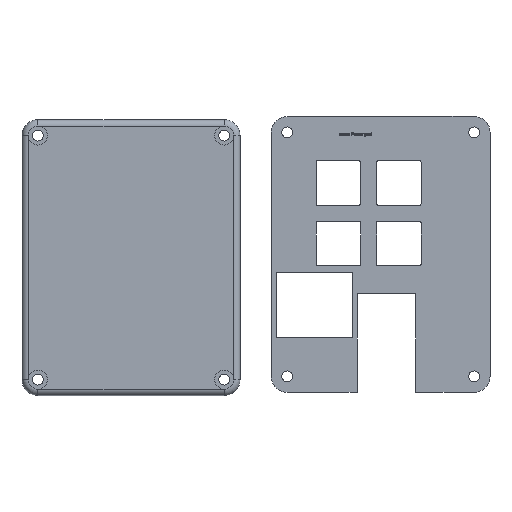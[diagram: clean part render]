
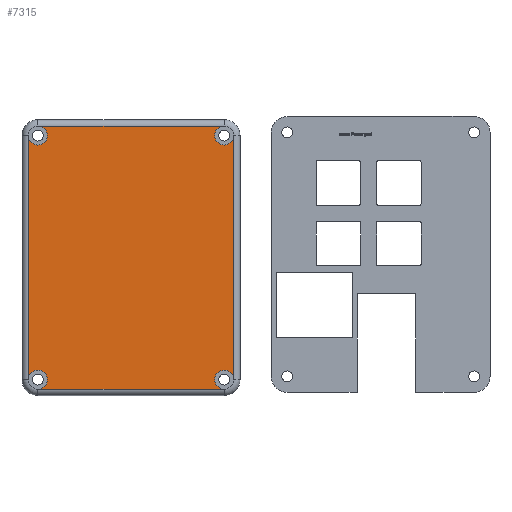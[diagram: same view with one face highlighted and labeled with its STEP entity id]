
A CAD part, front view. The second image highlights one B-rep face of the part: STEP entity #7315.
In plain terms, the highlighted planar face has unit normal (0, -1, 0).
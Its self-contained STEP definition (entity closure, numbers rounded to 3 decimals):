
#784=PLANE('',#7787);
#906=LINE('',#9139,#1500);
#908=LINE('',#9151,#1502);
#910=LINE('',#9163,#1504);
#911=LINE('',#9171,#1505);
#1500=VECTOR('',#8010,10.);
#1502=VECTOR('',#8024,10.);
#1504=VECTOR('',#8038,10.);
#1505=VECTOR('',#8049,10.);
#2162=FACE_OUTER_BOUND('',#2577,.T.);
#2577=EDGE_LOOP('',(#5136,#5137,#5138,#5139,#5140,#5141,#5142,#5143,#5144,
#5145));
#3025=CIRCLE('',#7772,3.);
#3027=CIRCLE('',#7775,3.);
#3028=CIRCLE('',#7776,3.);
#3030=CIRCLE('',#7779,3.);
#3031=CIRCLE('',#7780,3.);
#3033=CIRCLE('',#7783,3.);
#3087=VERTEX_POINT('',#9127);
#3088=VERTEX_POINT('',#9129);
#3090=VERTEX_POINT('',#9135);
#3092=VERTEX_POINT('',#9141);
#3094=VERTEX_POINT('',#9147);
#3096=VERTEX_POINT('',#9153);
#3098=VERTEX_POINT('',#9159);
#3100=VERTEX_POINT('',#9165);
#3132=VERTEX_POINT('',#9266);
#3134=VERTEX_POINT('',#9273);
#3850=EDGE_CURVE('',#3088,#3090,#906,.T.);
#3856=EDGE_CURVE('',#3092,#3094,#908,.T.);
#3862=EDGE_CURVE('',#3096,#3098,#910,.T.);
#3866=EDGE_CURVE('',#3100,#3087,#911,.T.);
#3913=EDGE_CURVE('',#3090,#3092,#3025,.T.);
#3916=EDGE_CURVE('',#3132,#3088,#3027,.T.);
#3917=EDGE_CURVE('',#3087,#3132,#3028,.T.);
#3920=EDGE_CURVE('',#3134,#3100,#3030,.T.);
#3921=EDGE_CURVE('',#3098,#3134,#3031,.T.);
#3924=EDGE_CURVE('',#3094,#3096,#3033,.T.);
#5136=ORIENTED_EDGE('',*,*,#3862,.F.);
#5137=ORIENTED_EDGE('',*,*,#3924,.F.);
#5138=ORIENTED_EDGE('',*,*,#3856,.F.);
#5139=ORIENTED_EDGE('',*,*,#3913,.F.);
#5140=ORIENTED_EDGE('',*,*,#3850,.F.);
#5141=ORIENTED_EDGE('',*,*,#3916,.F.);
#5142=ORIENTED_EDGE('',*,*,#3917,.F.);
#5143=ORIENTED_EDGE('',*,*,#3866,.F.);
#5144=ORIENTED_EDGE('',*,*,#3920,.F.);
#5145=ORIENTED_EDGE('',*,*,#3921,.F.);
#7315=ADVANCED_FACE('',(#2162),#784,.F.);
#7772=AXIS2_PLACEMENT_3D('',#9262,#8135,#8136);
#7775=AXIS2_PLACEMENT_3D('',#9268,#8142,#8143);
#7776=AXIS2_PLACEMENT_3D('',#9269,#8144,#8145);
#7779=AXIS2_PLACEMENT_3D('',#9275,#8151,#8152);
#7780=AXIS2_PLACEMENT_3D('',#9276,#8153,#8154);
#7783=AXIS2_PLACEMENT_3D('',#9281,#8160,#8161);
#7787=AXIS2_PLACEMENT_3D('',#9286,#8169,#8170);
#8010=DIRECTION('',(-1.,0.,0.));
#8024=DIRECTION('',(0.,0.,1.));
#8038=DIRECTION('',(1.,0.,0.));
#8049=DIRECTION('',(0.,0.,-1.));
#8135=DIRECTION('center_axis',(0.,-1.,0.));
#8136=DIRECTION('ref_axis',(1.,0.,0.));
#8142=DIRECTION('center_axis',(0.,-1.,0.));
#8143=DIRECTION('ref_axis',(1.,0.,0.));
#8144=DIRECTION('center_axis',(0.,-1.,0.));
#8145=DIRECTION('ref_axis',(1.,0.,0.));
#8151=DIRECTION('center_axis',(0.,-1.,0.));
#8152=DIRECTION('ref_axis',(1.,0.,0.));
#8153=DIRECTION('center_axis',(0.,-1.,0.));
#8154=DIRECTION('ref_axis',(1.,0.,0.));
#8160=DIRECTION('center_axis',(0.,-1.,0.));
#8161=DIRECTION('ref_axis',(1.,0.,0.));
#8169=DIRECTION('center_axis',(0.,1.,0.));
#8170=DIRECTION('ref_axis',(1.,0.,0.));
#9127=CARTESIAN_POINT('',(16.625,0.,-43.289));
#9129=CARTESIAN_POINT('',(13.625,0.,-46.289));
#9135=CARTESIAN_POINT('',(-45.,0.,-46.289));
#9139=CARTESIAN_POINT('',(1.469,0.,-46.289));
#9141=CARTESIAN_POINT('',(-48.,0.,-43.289));
#9147=CARTESIAN_POINT('',(-48.,0.,33.495));
#9151=CARTESIAN_POINT('',(-48.,0.,-26.593));
#9153=CARTESIAN_POINT('',(-45.,0.,36.495));
#9159=CARTESIAN_POINT('',(13.625,0.,36.495));
#9163=CARTESIAN_POINT('',(-32.844,0.,36.495));
#9165=CARTESIAN_POINT('',(16.625,0.,33.495));
#9171=CARTESIAN_POINT('',(16.625,0.,16.799));
#9262=CARTESIAN_POINT('Origin',(-45.,0.,-43.289));
#9266=CARTESIAN_POINT('',(10.625,0.,-43.289));
#9268=CARTESIAN_POINT('Origin',(13.625,0.,-43.289));
#9269=CARTESIAN_POINT('Origin',(13.625,0.,-43.289));
#9273=CARTESIAN_POINT('',(10.625,0.,33.495));
#9275=CARTESIAN_POINT('Origin',(13.625,0.,33.495));
#9276=CARTESIAN_POINT('Origin',(13.625,0.,33.495));
#9281=CARTESIAN_POINT('Origin',(-45.,0.,33.495));
#9286=CARTESIAN_POINT('Origin',(-15.688,0.,-4.897));
